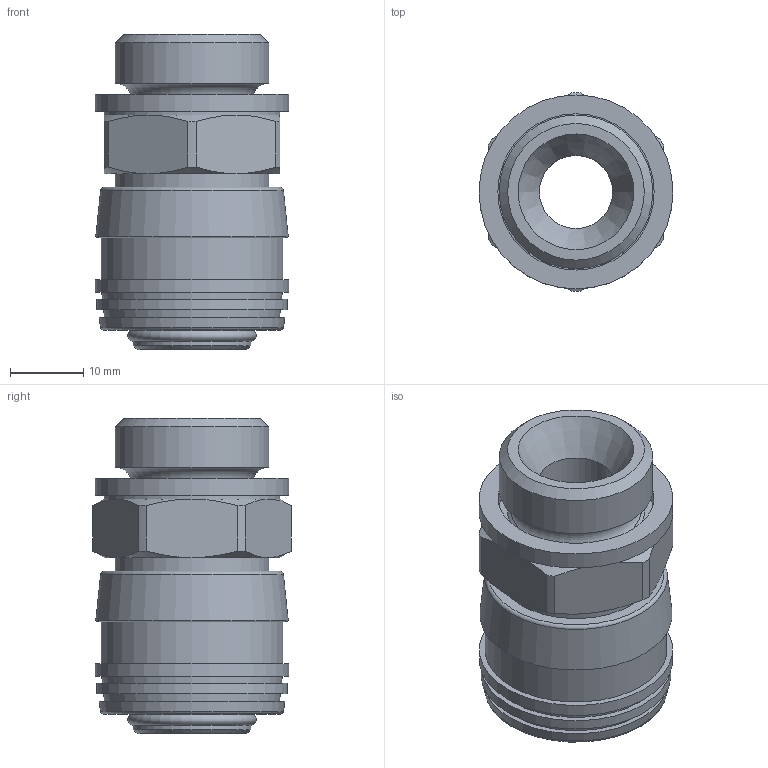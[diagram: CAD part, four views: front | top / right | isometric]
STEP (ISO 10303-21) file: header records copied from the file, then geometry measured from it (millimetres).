
FILE_DESCRIPTION(/* description */ ('STEP AP214'),/* implementation_level */ '2;1');
FILE_NAME(/* name */ '2145_KD4-1_2-A',/* time_stamp */ '2024-08-22T02:06:27+02:00',/* author */ ('License CC BY-ND 4.0'),/* organization */ ('CADENAS'),/* preprocessor_version */ 'ST-DEVELOPER v19.3',/* originating_system */ 'PARTsolutions',/* authorisation */ ' ');
FILE_SCHEMA (('AUTOMOTIVE_DESIGN {1 0 10303 214 3 1 1}'));
Length unit declared in the file: millimetre
Products named in the file (1): 2145 KD4-1/2-A
Bounding box: 26.45 x 27.05 x 43 mm (x, y, z)
Volume: 14793.1 mm3; surface area: 6654 mm2
Topology: 1 solids, 1 shells, 64 faces, 124 edges, 75 vertices
Faces by surface type: plane 21, cone 18, cylinder 16, torus 9
Full cylindrical faces by diameter (mm): 10 x1, 12 x1, 16 x1, 20.95 x1, 21 x1, 21.32 x1, 24 x1, 26 x1, 26.4 x1, 26.45 x1
Entity records: 2003 total; most frequent: CARTESIAN_POINT 311, DIRECTION 268, ORIENTED_EDGE 198, AXIS2_PLACEMENT_3D 128, EDGE_LOOP 104, FACE_BOUND 104, EDGE_CURVE 99, VERTEX_POINT 75
